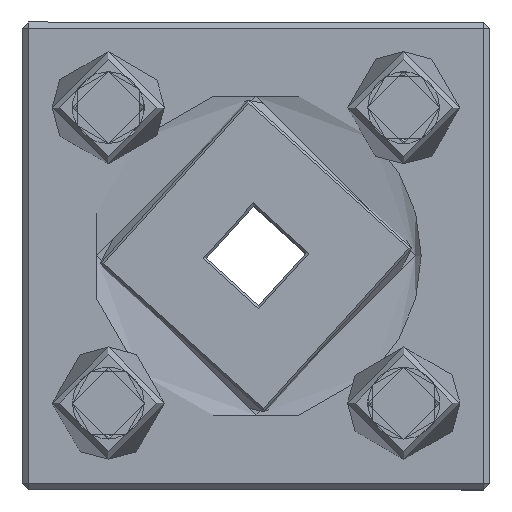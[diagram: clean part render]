
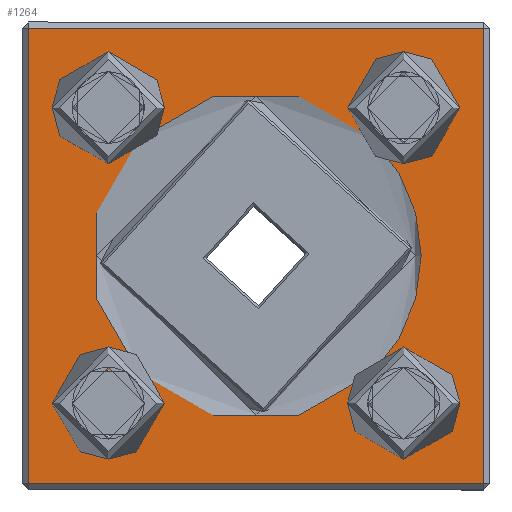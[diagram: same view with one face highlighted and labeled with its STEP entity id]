
A CAD part, top view. The second image highlights one B-rep face of the part: STEP entity #1264.
In plain terms, the highlighted face is planar.
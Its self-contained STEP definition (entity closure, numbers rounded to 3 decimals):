
#1264 = ADVANCED_FACE('',(#1265,#1299,#1319,#1339,#1359,#1379),#1418,.T.
  );
#1265 = FACE_BOUND('',#1266,.T.);
#1266 = EDGE_LOOP('',(#1267,#1277,#1285,#1293));
#1267 = ORIENTED_EDGE('',*,*,#1268,.T.);
#1268 = EDGE_CURVE('',#1269,#1271,#1273,.T.);
#1269 = VERTEX_POINT('',#1270);
#1270 = CARTESIAN_POINT('',(36.5,-36.5,0.));
#1271 = VERTEX_POINT('',#1272);
#1272 = CARTESIAN_POINT('',(-36.5,-36.5,0.));
#1273 = LINE('',#1274,#1275);
#1274 = CARTESIAN_POINT('',(0.,-36.5,0.));
#1275 = VECTOR('',#1276,1.);
#1276 = DIRECTION('',(-1.,0.,0.));
#1277 = ORIENTED_EDGE('',*,*,#1278,.T.);
#1278 = EDGE_CURVE('',#1271,#1279,#1281,.T.);
#1279 = VERTEX_POINT('',#1280);
#1280 = CARTESIAN_POINT('',(-36.5,36.5,0.));
#1281 = LINE('',#1282,#1283);
#1282 = CARTESIAN_POINT('',(-36.5,0.,0.));
#1283 = VECTOR('',#1284,1.);
#1284 = DIRECTION('',(0.,1.,0.));
#1285 = ORIENTED_EDGE('',*,*,#1286,.T.);
#1286 = EDGE_CURVE('',#1279,#1287,#1289,.T.);
#1287 = VERTEX_POINT('',#1288);
#1288 = CARTESIAN_POINT('',(36.5,36.5,0.));
#1289 = LINE('',#1290,#1291);
#1290 = CARTESIAN_POINT('',(0.,36.5,0.));
#1291 = VECTOR('',#1292,1.);
#1292 = DIRECTION('',(1.,0.,0.));
#1293 = ORIENTED_EDGE('',*,*,#1294,.T.);
#1294 = EDGE_CURVE('',#1287,#1269,#1295,.T.);
#1295 = LINE('',#1296,#1297);
#1296 = CARTESIAN_POINT('',(36.5,0.,0.));
#1297 = VECTOR('',#1298,1.);
#1298 = DIRECTION('',(0.,-1.,0.));
#1299 = FACE_BOUND('',#1300,.T.);
#1300 = EDGE_LOOP('',(#1301,#1312));
#1301 = ORIENTED_EDGE('',*,*,#1302,.T.);
#1302 = EDGE_CURVE('',#1303,#1305,#1307,.T.);
#1303 = VERTEX_POINT('',#1304);
#1304 = CARTESIAN_POINT('',(-18.738,-18.738,0.));
#1305 = VERTEX_POINT('',#1306);
#1306 = CARTESIAN_POINT('',(-30.688,-23.688,
    0.));
#1307 = CIRCLE('',#1308,7.);
#1308 = AXIS2_PLACEMENT_3D('',#1309,#1310,#1311);
#1309 = CARTESIAN_POINT('',(-23.688,-23.688,0.));
#1310 = DIRECTION('',(0.,0.,1.));
#1311 = DIRECTION('',(-1.,0.,0.));
#1312 = ORIENTED_EDGE('',*,*,#1313,.T.);
#1313 = EDGE_CURVE('',#1305,#1303,#1314,.T.);
#1314 = CIRCLE('',#1315,7.);
#1315 = AXIS2_PLACEMENT_3D('',#1316,#1317,#1318);
#1316 = CARTESIAN_POINT('',(-23.688,-23.688,0.));
#1317 = DIRECTION('',(0.,0.,1.));
#1318 = DIRECTION('',(-1.,0.,0.));
#1319 = FACE_BOUND('',#1320,.T.);
#1320 = EDGE_LOOP('',(#1321,#1332));
#1321 = ORIENTED_EDGE('',*,*,#1322,.T.);
#1322 = EDGE_CURVE('',#1323,#1325,#1327,.T.);
#1323 = VERTEX_POINT('',#1324);
#1324 = CARTESIAN_POINT('',(18.738,-18.738,0.));
#1325 = VERTEX_POINT('',#1326);
#1326 = CARTESIAN_POINT('',(16.688,-23.688,
    0.));
#1327 = CIRCLE('',#1328,7.);
#1328 = AXIS2_PLACEMENT_3D('',#1329,#1330,#1331);
#1329 = CARTESIAN_POINT('',(23.688,-23.688,0.));
#1330 = DIRECTION('',(0.,0.,1.));
#1331 = DIRECTION('',(-1.,0.,0.));
#1332 = ORIENTED_EDGE('',*,*,#1333,.T.);
#1333 = EDGE_CURVE('',#1325,#1323,#1334,.T.);
#1334 = CIRCLE('',#1335,7.);
#1335 = AXIS2_PLACEMENT_3D('',#1336,#1337,#1338);
#1336 = CARTESIAN_POINT('',(23.688,-23.688,0.));
#1337 = DIRECTION('',(0.,0.,1.));
#1338 = DIRECTION('',(-1.,0.,0.));
#1339 = FACE_BOUND('',#1340,.T.);
#1340 = EDGE_LOOP('',(#1341,#1352));
#1341 = ORIENTED_EDGE('',*,*,#1342,.T.);
#1342 = EDGE_CURVE('',#1343,#1345,#1347,.T.);
#1343 = VERTEX_POINT('',#1344);
#1344 = CARTESIAN_POINT('',(18.738,18.738,0.));
#1345 = VERTEX_POINT('',#1346);
#1346 = CARTESIAN_POINT('',(16.688,23.688,
    0.));
#1347 = CIRCLE('',#1348,7.);
#1348 = AXIS2_PLACEMENT_3D('',#1349,#1350,#1351);
#1349 = CARTESIAN_POINT('',(23.688,23.688,0.));
#1350 = DIRECTION('',(0.,0.,1.));
#1351 = DIRECTION('',(-1.,0.,0.));
#1352 = ORIENTED_EDGE('',*,*,#1353,.T.);
#1353 = EDGE_CURVE('',#1345,#1343,#1354,.T.);
#1354 = CIRCLE('',#1355,7.);
#1355 = AXIS2_PLACEMENT_3D('',#1356,#1357,#1358);
#1356 = CARTESIAN_POINT('',(23.688,23.688,0.));
#1357 = DIRECTION('',(0.,0.,1.));
#1358 = DIRECTION('',(-1.,0.,0.));
#1359 = FACE_BOUND('',#1360,.T.);
#1360 = EDGE_LOOP('',(#1361,#1372));
#1361 = ORIENTED_EDGE('',*,*,#1362,.T.);
#1362 = EDGE_CURVE('',#1363,#1365,#1367,.T.);
#1363 = VERTEX_POINT('',#1364);
#1364 = CARTESIAN_POINT('',(-18.738,18.738,0.));
#1365 = VERTEX_POINT('',#1366);
#1366 = CARTESIAN_POINT('',(-30.688,23.688,
    0.));
#1367 = CIRCLE('',#1368,7.);
#1368 = AXIS2_PLACEMENT_3D('',#1369,#1370,#1371);
#1369 = CARTESIAN_POINT('',(-23.688,23.688,0.));
#1370 = DIRECTION('',(0.,0.,1.));
#1371 = DIRECTION('',(-1.,0.,0.));
#1372 = ORIENTED_EDGE('',*,*,#1373,.T.);
#1373 = EDGE_CURVE('',#1365,#1363,#1374,.T.);
#1374 = CIRCLE('',#1375,7.);
#1375 = AXIS2_PLACEMENT_3D('',#1376,#1377,#1378);
#1376 = CARTESIAN_POINT('',(-23.688,23.688,0.));
#1377 = DIRECTION('',(0.,0.,1.));
#1378 = DIRECTION('',(-1.,0.,0.));
#1379 = FACE_BOUND('',#1380,.T.);
#1380 = EDGE_LOOP('',(#1381,#1390,#1397,#1404,#1411));
#1381 = ORIENTED_EDGE('',*,*,#1382,.T.);
#1382 = EDGE_CURVE('',#1363,#1383,#1385,.T.);
#1383 = VERTEX_POINT('',#1384);
#1384 = CARTESIAN_POINT('',(-26.5,0.,
    0.));
#1385 = CIRCLE('',#1386,26.5);
#1386 = AXIS2_PLACEMENT_3D('',#1387,#1388,#1389);
#1387 = CARTESIAN_POINT('',(0.,0.,0.));
#1388 = DIRECTION('',(0.,0.,1.));
#1389 = DIRECTION('',(-1.,0.,0.));
#1390 = ORIENTED_EDGE('',*,*,#1391,.T.);
#1391 = EDGE_CURVE('',#1383,#1303,#1392,.T.);
#1392 = CIRCLE('',#1393,26.5);
#1393 = AXIS2_PLACEMENT_3D('',#1394,#1395,#1396);
#1394 = CARTESIAN_POINT('',(0.,0.,0.));
#1395 = DIRECTION('',(0.,0.,1.));
#1396 = DIRECTION('',(-1.,0.,0.));
#1397 = ORIENTED_EDGE('',*,*,#1398,.T.);
#1398 = EDGE_CURVE('',#1303,#1323,#1399,.T.);
#1399 = CIRCLE('',#1400,26.5);
#1400 = AXIS2_PLACEMENT_3D('',#1401,#1402,#1403);
#1401 = CARTESIAN_POINT('',(0.,0.,0.));
#1402 = DIRECTION('',(0.,0.,1.));
#1403 = DIRECTION('',(-1.,0.,0.));
#1404 = ORIENTED_EDGE('',*,*,#1405,.T.);
#1405 = EDGE_CURVE('',#1323,#1343,#1406,.T.);
#1406 = CIRCLE('',#1407,26.5);
#1407 = AXIS2_PLACEMENT_3D('',#1408,#1409,#1410);
#1408 = CARTESIAN_POINT('',(0.,0.,0.));
#1409 = DIRECTION('',(0.,0.,1.));
#1410 = DIRECTION('',(-1.,0.,0.));
#1411 = ORIENTED_EDGE('',*,*,#1412,.T.);
#1412 = EDGE_CURVE('',#1343,#1363,#1413,.T.);
#1413 = CIRCLE('',#1414,26.5);
#1414 = AXIS2_PLACEMENT_3D('',#1415,#1416,#1417);
#1415 = CARTESIAN_POINT('',(0.,0.,0.));
#1416 = DIRECTION('',(0.,0.,1.));
#1417 = DIRECTION('',(-1.,0.,0.));
#1418 = PLANE('',#1419);
#1419 = AXIS2_PLACEMENT_3D('',#1420,#1421,#1422);
#1420 = CARTESIAN_POINT('',(0.,0.,0.));
#1421 = DIRECTION('',(0.,0.,-1.));
#1422 = DIRECTION('',(-1.,0.,0.));
